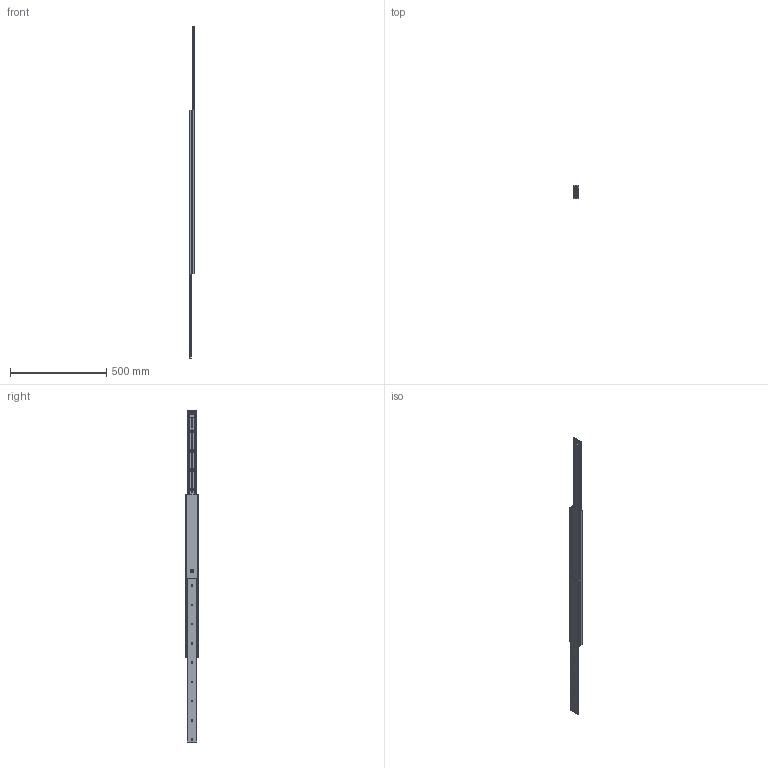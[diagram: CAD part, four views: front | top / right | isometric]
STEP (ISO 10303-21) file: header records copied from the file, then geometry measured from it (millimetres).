
FILE_DESCRIPTION (( 'STEP AP214' ), '1' );
FILE_NAME ('Telescopic-410-850-Rollco.step', '2023-11-07T13:46:51', ( '' ), ( '' ), 'SwSTEP 2.0', 'SolidWorks 2010', '' );
FILE_SCHEMA (( 'AUTOMOTIVE_DESIGN' ));
Length unit declared in the file: millimetre
Products named in the file (3): Slide-Middle-410-Rollco; Slide-Inner-410-Rollco; Telescopic-410-850-Rollco
Assembly tree (3 placements, depth 2):
  Telescopic-410-850-Rollco
    Slide-Inner-410-Rollco  x2
    Slide-Middle-410-Rollco
Bounding box: 26 x 68 x 1725 mm (x, y, z)
Volume: 997288.7 mm3; surface area: 402049.3 mm2
Topology: 3 solids, 3 shells, 198 faces, 614 edges, 398 vertices
Faces by surface type: plane 112, cylinder 68, cone 18
Full cylindrical faces by diameter (mm): 8.5 x18, 18 x2
Entity records: 4270 total; most frequent: CARTESIAN_POINT 827, ORIENTED_EDGE 700, DIRECTION 684, EDGE_CURVE 350, AXIS2_PLACEMENT_3D 239, VERTEX_POINT 238, LINE 206, VECTOR 206
